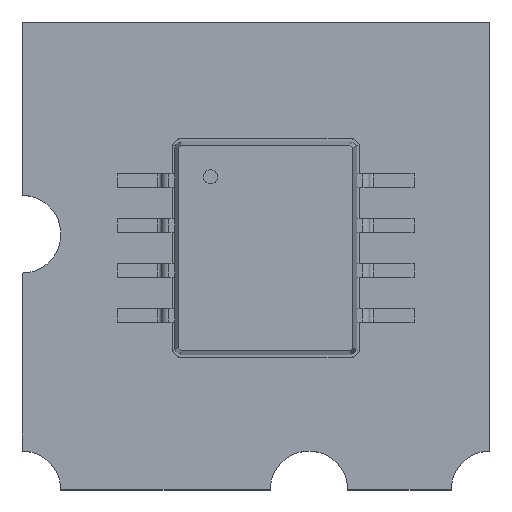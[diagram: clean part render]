
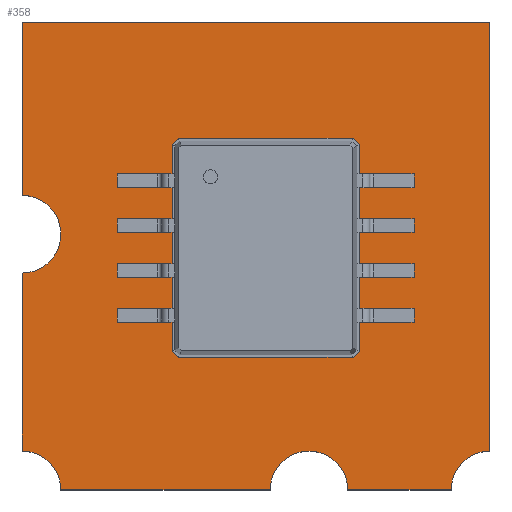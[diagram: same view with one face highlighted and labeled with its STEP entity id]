
A CAD part, top view. The second image highlights one B-rep face of the part: STEP entity #358.
In plain terms, the highlighted planar face has unit normal (0, 0, 1).
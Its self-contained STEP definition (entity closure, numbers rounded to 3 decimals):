
#45 = VERTEX_POINT('',#46);
#46 = CARTESIAN_POINT('',(130.875,-87.21,0.));
#64 = VERTEX_POINT('',#65);
#65 = CARTESIAN_POINT('',(130.875,-85.01,0.));
#71 = EDGE_CURVE('',#45,#64,#72,.T.);
#72 = CIRCLE('',#73,1.1);
#73 = AXIS2_PLACEMENT_3D('',#74,#75,#76);
#74 = CARTESIAN_POINT('',(130.875,-86.11,0.));
#75 = DIRECTION('',(0.,0.,1.));
#76 = DIRECTION('',(-0.,-1.,0.));
#87 = VERTEX_POINT('',#88);
#88 = CARTESIAN_POINT('',(130.875,-80.1,0.));
#103 = EDGE_CURVE('',#87,#64,#104,.T.);
#104 = LINE('',#105,#106);
#105 = CARTESIAN_POINT('',(130.875,-80.1,0.));
#106 = VECTOR('',#107,1.);
#107 = DIRECTION('',(0.,-1.,0.));
#127 = VERTEX_POINT('',#128);
#128 = CARTESIAN_POINT('',(144.125,-80.1,0.));
#134 = EDGE_CURVE('',#87,#127,#135,.T.);
#135 = LINE('',#136,#137);
#136 = CARTESIAN_POINT('',(130.875,-80.1,0.));
#137 = VECTOR('',#138,1.);
#138 = DIRECTION('',(1.,0.,0.));
#158 = VERTEX_POINT('',#159);
#159 = CARTESIAN_POINT('',(144.125,-92.25,0.));
#165 = EDGE_CURVE('',#127,#158,#166,.T.);
#166 = LINE('',#167,#168);
#167 = CARTESIAN_POINT('',(144.125,-80.1,0.));
#168 = VECTOR('',#169,1.);
#169 = DIRECTION('',(0.,-1.,0.));
#190 = VERTEX_POINT('',#191);
#191 = CARTESIAN_POINT('',(143.025,-93.35,0.));
#197 = EDGE_CURVE('',#158,#190,#198,.T.);
#198 = CIRCLE('',#199,1.1);
#199 = AXIS2_PLACEMENT_3D('',#200,#201,#202);
#200 = CARTESIAN_POINT('',(144.125,-93.35,0.));
#201 = DIRECTION('',(0.,0.,1.));
#202 = DIRECTION('',(0.,1.,-0.));
#222 = VERTEX_POINT('',#223);
#223 = CARTESIAN_POINT('',(140.1,-93.35,0.));
#229 = EDGE_CURVE('',#190,#222,#230,.T.);
#230 = LINE('',#231,#232);
#231 = CARTESIAN_POINT('',(143.025,-93.35,0.));
#232 = VECTOR('',#233,1.);
#233 = DIRECTION('',(-1.,0.,0.));
#254 = VERTEX_POINT('',#255);
#255 = CARTESIAN_POINT('',(137.9,-93.35,0.));
#261 = EDGE_CURVE('',#222,#254,#262,.T.);
#262 = CIRCLE('',#263,1.1);
#263 = AXIS2_PLACEMENT_3D('',#264,#265,#266);
#264 = CARTESIAN_POINT('',(139.,-93.35,0.));
#265 = DIRECTION('',(0.,0.,1.));
#266 = DIRECTION('',(1.,0.,-0.));
#286 = VERTEX_POINT('',#287);
#287 = CARTESIAN_POINT('',(131.975,-93.35,0.));
#293 = EDGE_CURVE('',#254,#286,#294,.T.);
#294 = LINE('',#295,#296);
#295 = CARTESIAN_POINT('',(137.9,-93.35,0.));
#296 = VECTOR('',#297,1.);
#297 = DIRECTION('',(-1.,0.,0.));
#318 = VERTEX_POINT('',#319);
#319 = CARTESIAN_POINT('',(130.875,-92.25,0.));
#325 = EDGE_CURVE('',#286,#318,#326,.T.);
#326 = CIRCLE('',#327,1.1);
#327 = AXIS2_PLACEMENT_3D('',#328,#329,#330);
#328 = CARTESIAN_POINT('',(130.875,-93.35,0.));
#329 = DIRECTION('',(0.,0.,1.));
#330 = DIRECTION('',(1.,0.,0.));
#348 = EDGE_CURVE('',#318,#45,#349,.T.);
#349 = LINE('',#350,#351);
#350 = CARTESIAN_POINT('',(130.875,-92.25,0.));
#351 = VECTOR('',#352,1.);
#352 = DIRECTION('',(0.,1.,0.));
#358 = ADVANCED_FACE('',(#359),#371,.F.);
#359 = FACE_BOUND('',#360,.F.);
#360 = EDGE_LOOP('',(#361,#362,#363,#364,#365,#366,#367,#368,#369,#370)
  );
#361 = ORIENTED_EDGE('',*,*,#71,.T.);
#362 = ORIENTED_EDGE('',*,*,#103,.F.);
#363 = ORIENTED_EDGE('',*,*,#134,.T.);
#364 = ORIENTED_EDGE('',*,*,#165,.T.);
#365 = ORIENTED_EDGE('',*,*,#197,.T.);
#366 = ORIENTED_EDGE('',*,*,#229,.T.);
#367 = ORIENTED_EDGE('',*,*,#261,.T.);
#368 = ORIENTED_EDGE('',*,*,#293,.T.);
#369 = ORIENTED_EDGE('',*,*,#325,.T.);
#370 = ORIENTED_EDGE('',*,*,#348,.T.);
#371 = PLANE('',#372);
#372 = AXIS2_PLACEMENT_3D('',#373,#374,#375);
#373 = CARTESIAN_POINT('',(137.435,-86.667,0.));
#374 = DIRECTION('',(-0.,-0.,-1.));
#375 = DIRECTION('',(-1.,0.,0.));
